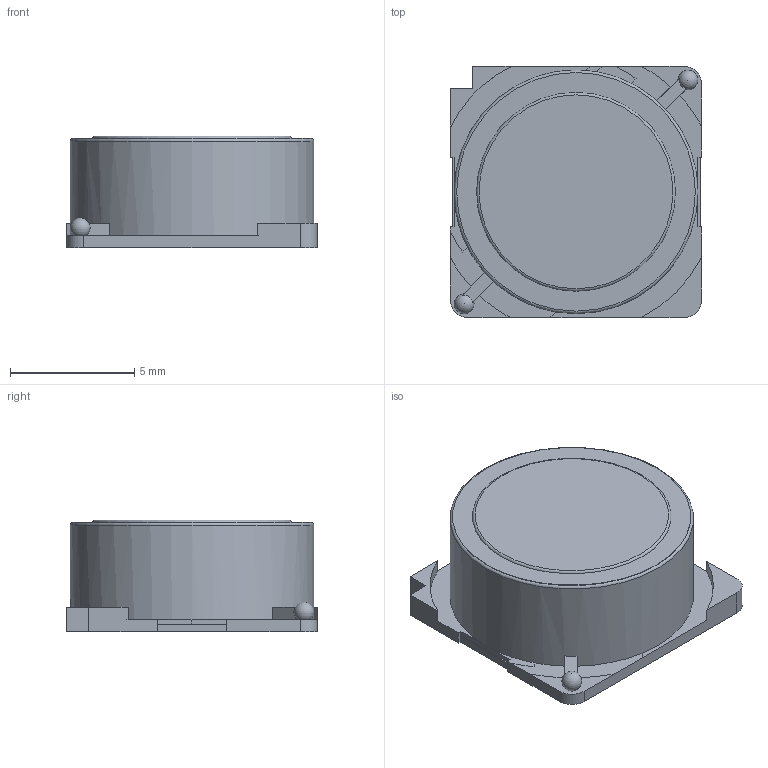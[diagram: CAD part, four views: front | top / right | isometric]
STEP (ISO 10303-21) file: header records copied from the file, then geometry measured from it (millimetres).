
FILE_DESCRIPTION(('FreeCAD Model'),'2;1');
FILE_NAME('L_TDK_SLF10145.step','2018-10-18T20:12:49',('kicad StepUp'),('ksu MCAD'), 'Open CASCADE STEP processor 7.1','FreeCAD','Unknown');
FILE_SCHEMA(('AUTOMOTIVE_DESIGN { 1 0 10303 214 1 1 1 1 }'));
Length unit declared in the file: millimetre
Products named in the file (1): L_TDK_SLF10145
Bounding box: 10.1 x 10.1 x 4.5 mm (x, y, z)
Volume: 352.6 mm3; surface area: 353.8 mm2
Topology: 1 solids, 1 shells, 72 faces, 198 edges, 128 vertices
Faces by surface type: plane 60, cylinder 7, sphere 3, torus 2
Full cylindrical faces by diameter (mm): 9.6 x1, 9.8 x1
Entity records: 1435 total; most frequent: ORIENTED_EDGE 320, EDGE_CURVE 196, CARTESIAN_POINT 194, VERTEX_POINT 128, LINE 96, FACE_BOUND 74, EDGE_LOOP 74, ADVANCED_FACE 72
